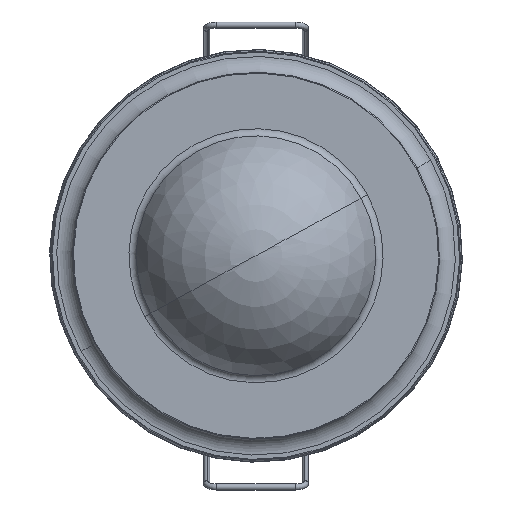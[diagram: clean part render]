
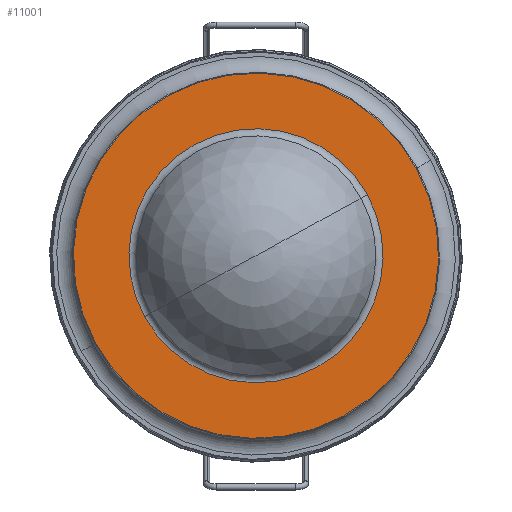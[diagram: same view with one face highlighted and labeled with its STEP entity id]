
A CAD part, top view. The second image highlights one B-rep face of the part: STEP entity #11001.
In plain terms, the highlighted planar face has unit normal (0, 0, 1).
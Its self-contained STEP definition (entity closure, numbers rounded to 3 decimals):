
#55=AXIS2_PLACEMENT_3D('Circle Axis2P3D',#53,#54,$) ;
#79=AXIS2_PLACEMENT_3D('Circle Axis2P3D',#77,#78,$) ;
#10938=AXIS2_PLACEMENT_3D('Circle Axis2P3D',#10936,#10937,$) ;
#10955=AXIS2_PLACEMENT_3D('Circle Axis2P3D',#10953,#10954,$) ;
#10991=AXIS2_PLACEMENT_3D('Plane Axis2P3D',#10988,#10989,#10990) ;
#50=CARTESIAN_POINT('Vertex',(-22.143,-12.097,23.1)) ;
#53=CARTESIAN_POINT('Axis2P3D Location',(0.,0.,23.1)) ;
#57=CARTESIAN_POINT('Vertex',(22.143,12.097,23.1)) ;
#77=CARTESIAN_POINT('Axis2P3D Location',(0.,0.,23.1)) ;
#10926=CARTESIAN_POINT('Vertex',(-31.831,-17.389,23.1)) ;
#10933=CARTESIAN_POINT('Vertex',(31.831,17.389,23.1)) ;
#10936=CARTESIAN_POINT('Axis2P3D Location',(0.,0.,23.1)) ;
#10953=CARTESIAN_POINT('Axis2P3D Location',(0.,0.,23.1)) ;
#10988=CARTESIAN_POINT('Axis2P3D Location',(-36.407,0.,23.1)) ;
#54=DIRECTION('Axis2P3D Direction',(0.,0.,1.)) ;
#78=DIRECTION('Axis2P3D Direction',(0.,0.,1.)) ;
#10937=DIRECTION('Axis2P3D Direction',(0.,-0.,1.)) ;
#10954=DIRECTION('Axis2P3D Direction',(0.,0.,1.)) ;
#10989=DIRECTION('Axis2P3D Direction',(0.,0.,1.)) ;
#10990=DIRECTION('Axis2P3D XDirection',(1.,0.,0.)) ;
#10994=ORIENTED_EDGE('',*,*,#10940,.T.) ;
#10995=ORIENTED_EDGE('',*,*,#10957,.T.) ;
#10998=ORIENTED_EDGE('',*,*,#59,.F.) ;
#10999=ORIENTED_EDGE('',*,*,#81,.F.) ;
#11000=FACE_BOUND('',#10997,.T.) ;
#11001=ADVANCED_FACE('06-PM-2400_1A-V2-E01-281110_G_SERIE_LINSE_08_DE_VERSION.1\\PartBody',(#10996,#11000),#10992,.T.) ;
#56=CIRCLE('generated circle',#55,25.232) ;
#80=CIRCLE('generated circle',#79,25.232) ;
#10939=CIRCLE('generated circle',#10938,36.271) ;
#10956=CIRCLE('generated circle',#10955,36.271) ;
#59=EDGE_CURVE('',#51,#58,#56,.T.) ;
#81=EDGE_CURVE('',#58,#51,#80,.T.) ;
#10940=EDGE_CURVE('',#10927,#10934,#10939,.T.) ;
#10957=EDGE_CURVE('',#10934,#10927,#10956,.T.) ;
#10993=EDGE_LOOP('',(#10994,#10995)) ;
#10997=EDGE_LOOP('',(#10998,#10999)) ;
#10996=FACE_OUTER_BOUND('',#10993,.T.) ;
#10992=PLANE('Plane',#10991) ;
#51=VERTEX_POINT('',#50) ;
#58=VERTEX_POINT('',#57) ;
#10927=VERTEX_POINT('',#10926) ;
#10934=VERTEX_POINT('',#10933) ;
